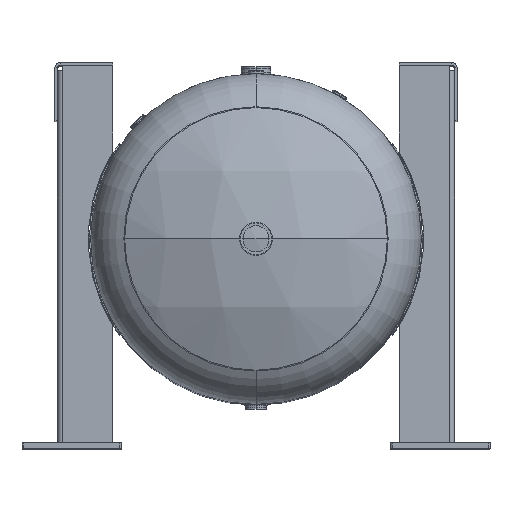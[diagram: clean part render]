
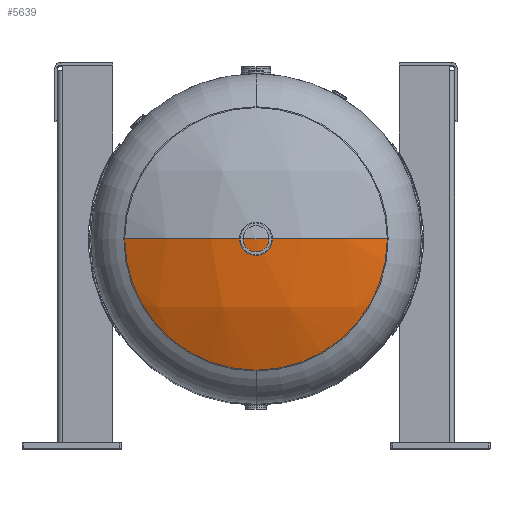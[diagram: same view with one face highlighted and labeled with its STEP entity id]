
A CAD part, top view. The second image highlights one B-rep face of the part: STEP entity #5639.
In plain terms, the highlighted spherical face has radius 685.8 mm.
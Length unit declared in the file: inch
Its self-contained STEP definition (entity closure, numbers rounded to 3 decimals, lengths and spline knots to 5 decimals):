
#1163 = CARTESIAN_POINT ( 'NONE',  ( 0., 0., 33.18677 ) ) ;
#1269 = DIRECTION ( 'NONE',  ( -1., 0., 0. ) ) ;
#2007 = DIRECTION ( 'NONE',  ( 0., 1., 0. ) ) ;
#3573 = AXIS2_PLACEMENT_3D ( 'NONE', #27653, #10470, #1269 ) ;
#3665 = DIRECTION ( 'NONE',  ( 0., -1., 0. ) ) ;
#3692 = AXIS2_PLACEMENT_3D ( 'NONE', #1163, #25066, #33538 ) ;
#4429 = DIRECTION ( 'NONE',  ( 1., 0., 0. ) ) ;
#4807 = CARTESIAN_POINT ( 'NONE',  ( 0., 0., 9. ) ) ;
#5639 = ADVANCED_FACE ( 'NONE', ( #16996 ), #9394, .T. ) ;
#7199 = VERTEX_POINT ( 'NONE', #28952 ) ;
#9394 = SPHERICAL_SURFACE ( 'NONE', #33535, 27. ) ;
#10470 = DIRECTION ( 'NONE',  ( 0., 1., 0. ) ) ;
#10828 = ORIENTED_EDGE ( 'NONE', *, *, #17675, .F. ) ;
#10859 = CARTESIAN_POINT ( 'NONE',  ( 0., 0., 33.18677 ) ) ;
#11755 = CARTESIAN_POINT ( 'NONE',  ( -12., 0., 33.18677 ) ) ;
#13403 = EDGE_CURVE ( 'NONE', #37713, #23145, #26697, .T. ) ;
#15472 = VERTEX_POINT ( 'NONE', #20211 ) ;
#16996 = FACE_OUTER_BOUND ( 'NONE', #29236, .T. ) ;
#17675 = EDGE_CURVE ( 'NONE', #37713, #15472, #31271, .T. ) ;
#20211 = CARTESIAN_POINT ( 'NONE',  ( 12., 0., 33.18677 ) ) ;
#21434 = CARTESIAN_POINT ( 'NONE',  ( 0., 0., 9. ) ) ;
#21906 = CARTESIAN_POINT ( 'NONE',  ( 0., 0., 36. ) ) ;
#22336 = ORIENTED_EDGE ( 'NONE', *, *, #29962, .F. ) ;
#22367 = DIRECTION ( 'NONE',  ( 0., -1., 0. ) ) ;
#22791 = CIRCLE ( 'NONE', #3692, 12. ) ;
#23029 = AXIS2_PLACEMENT_3D ( 'NONE', #4807, #22367, #4429 ) ;
#23145 = VERTEX_POINT ( 'NONE', #11755 ) ;
#23902 = DIRECTION ( 'NONE',  ( 1., 0., 0. ) ) ;
#25066 = DIRECTION ( 'NONE',  ( 0., 0., -1. ) ) ;
#26697 = CIRCLE ( 'NONE', #23029, 27. ) ;
#27653 = CARTESIAN_POINT ( 'NONE',  ( 0., 0., 9. ) ) ;
#27670 = AXIS2_PLACEMENT_3D ( 'NONE', #10859, #31677, #2007 ) ;
#28719 = EDGE_CURVE ( 'NONE', #7199, #23145, #22791, .T. ) ;
#28952 = CARTESIAN_POINT ( 'NONE',  ( 0., -12., 33.18677 ) ) ;
#29236 = EDGE_LOOP ( 'NONE', ( #10828, #29955, #30263, #22336 ) ) ;
#29501 = CIRCLE ( 'NONE', #27670, 12. ) ;
#29955 = ORIENTED_EDGE ( 'NONE', *, *, #13403, .T. ) ;
#29962 = EDGE_CURVE ( 'NONE', #15472, #7199, #29501, .T. ) ;
#30263 = ORIENTED_EDGE ( 'NONE', *, *, #28719, .F. ) ;
#31271 = CIRCLE ( 'NONE', #3573, 27. ) ;
#31677 = DIRECTION ( 'NONE',  ( 0., 0., -1. ) ) ;
#33535 = AXIS2_PLACEMENT_3D ( 'NONE', #21434, #3665, #23902 ) ;
#33538 = DIRECTION ( 'NONE',  ( 0., 1., 0. ) ) ;
#37713 = VERTEX_POINT ( 'NONE', #21906 ) ;
